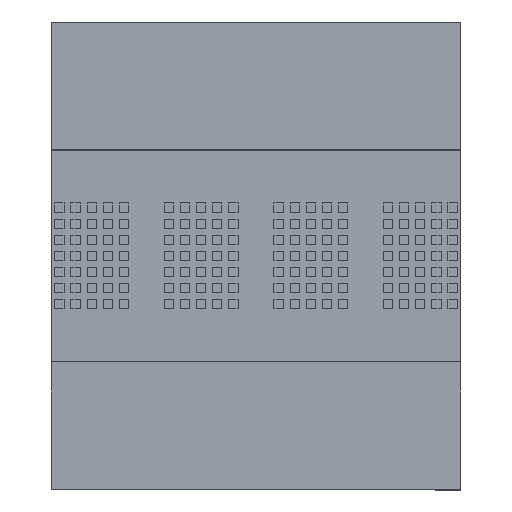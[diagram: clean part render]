
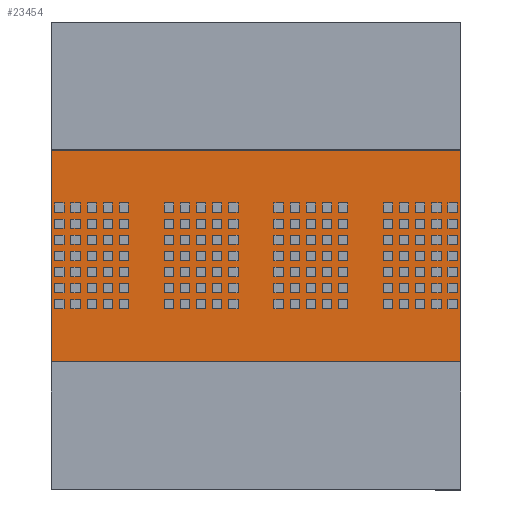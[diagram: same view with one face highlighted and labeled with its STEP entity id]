
A CAD part, top view. The second image highlights one B-rep face of the part: STEP entity #23454.
In plain terms, the highlighted planar face has unit normal (0, 0, 1).
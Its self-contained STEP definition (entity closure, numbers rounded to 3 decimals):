
#23277=CARTESIAN_POINT('',(-8.89,-4.6,5.3));
#23278=VERTEX_POINT('',#23277);
#23279=CARTESIAN_POINT('',(-8.89,4.6,5.3));
#23280=VERTEX_POINT('',#23279);
#23281=CARTESIAN_POINT('',(-8.89,-4.6,5.3));
#23282=DIRECTION('',(0.0,1.0,0.0));
#23283=VECTOR('',#23282,9.2);
#23284=LINE('',#23281,#23283);
#23285=EDGE_CURVE('',#23278,#23280,#23284,.T.);
#23381=CARTESIAN_POINT('',(8.89,-4.6,5.3));
#23382=VERTEX_POINT('',#23381);
#23383=CARTESIAN_POINT('',(-8.89,-4.6,5.3));
#23384=DIRECTION('',(1.0,0.0,0.0));
#23385=VECTOR('',#23384,17.78);
#23386=LINE('',#23383,#23385);
#23387=EDGE_CURVE('',#23278,#23382,#23386,.T.);
#23412=CARTESIAN_POINT('',(8.89,4.6,5.3));
#23413=VERTEX_POINT('',#23412);
#23414=CARTESIAN_POINT('',(8.89,4.6,5.3));
#23415=DIRECTION('',(-1.0,0.0,0.0));
#23416=VECTOR('',#23415,17.78);
#23417=LINE('',#23414,#23416);
#23418=EDGE_CURVE('',#23413,#23280,#23417,.T.);
#23438=CARTESIAN_POINT('',(0.,0.,5.3));
#23439=DIRECTION('',(0.0,0.0,1.0));
#23440=DIRECTION('',(1.0,0.0,0.0));
#23441=AXIS2_PLACEMENT_3D('',#23438,#23439,#23440);
#23442=PLANE('',#23441);
#23443=ORIENTED_EDGE('',*,*,#23285,.F.);
#23444=ORIENTED_EDGE('',*,*,#23387,.T.);
#23445=CARTESIAN_POINT('',(8.89,4.6,5.3));
#23446=DIRECTION('',(0.0,-1.0,0.0));
#23447=VECTOR('',#23446,9.2);
#23448=LINE('',#23445,#23447);
#23449=EDGE_CURVE('',#23413,#23382,#23448,.T.);
#23450=ORIENTED_EDGE('',*,*,#23449,.F.);
#23451=ORIENTED_EDGE('',*,*,#23418,.T.);
#23452=EDGE_LOOP('',(#23443,#23444,#23450,#23451));
#23453=FACE_OUTER_BOUND('',#23452,.T.);
#23454=ADVANCED_FACE('',(#23453),#23442,.T.);
